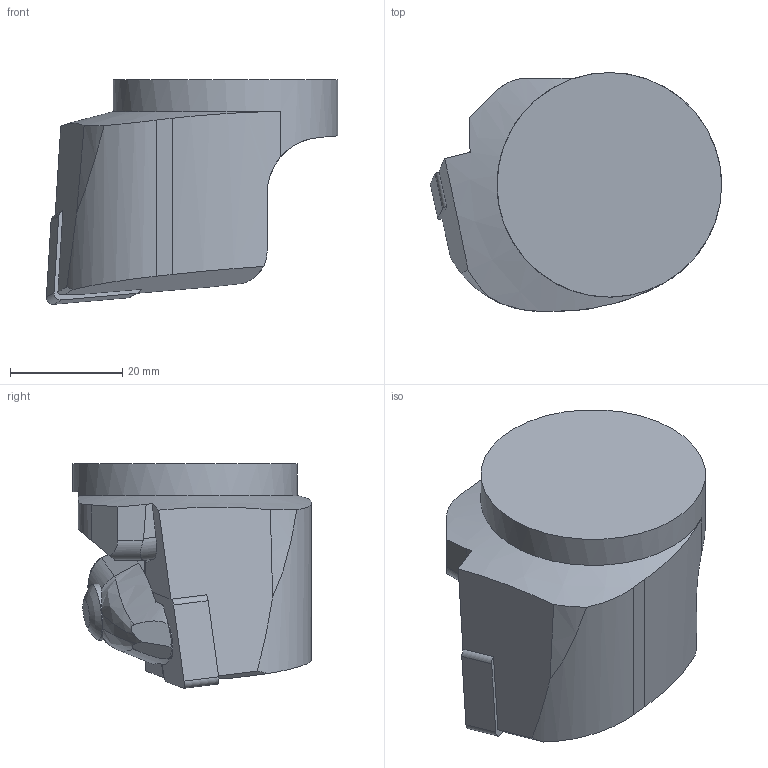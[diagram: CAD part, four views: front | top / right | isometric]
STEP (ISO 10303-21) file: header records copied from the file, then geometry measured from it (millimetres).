
FILE_DESCRIPTION(/* description */ (''),/* implementation_level */ '2;1');
FILE_NAME(/* name */ '1641891507116.stp',/* time_stamp */ '2022-01-11T14:28:49+06:00',/* author */ (''),/* organization */ ('SMS'),/* preprocessor_version */ 'ST-DEVELOPER v16.7',/* originating_system */ 'SIEMENS PLM Software NX 12.0',/* authorisation */ '');
FILE_SCHEMA (('AUTOMOTIVE_DESIGN { 1 0 10303 214 3 1 1 1 }'));
Length unit declared in the file: millimetre
Products named in the file (4): ASSEMBLY_CONSTRUCTION; IsoTurningInsert; 201778307mod000_01; 201778305mod000_01
Assembly tree (3 placements, depth 2):
  201778305mod000_01
    201778307mod000_01
    IsoTurningInsert
    ASSEMBLY_CONSTRUCTION
Bounding box: 51.87 x 42.5 x 40 mm (x, y, z)
Volume: 42821.4 mm3; surface area: 9851.2 mm2
Topology: 2 solids, 2 shells, 82 faces, 235 edges, 162 vertices
Faces by surface type: plane 43, cylinder 29, bspline 7, cone 2, sphere 1
Full cylindrical faces by diameter (mm): 6 x1, 6.35 x2, 40 x1
Entity records: 3166 total; most frequent: CARTESIAN_POINT 981, ORIENTED_EDGE 450, DIRECTION 400, EDGE_CURVE 225, VERTEX_POINT 151, AXIS2_PLACEMENT_3D 149, LINE 102, VECTOR 102
